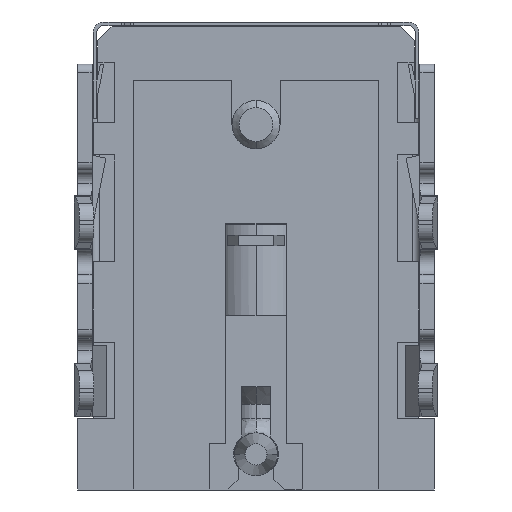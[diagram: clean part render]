
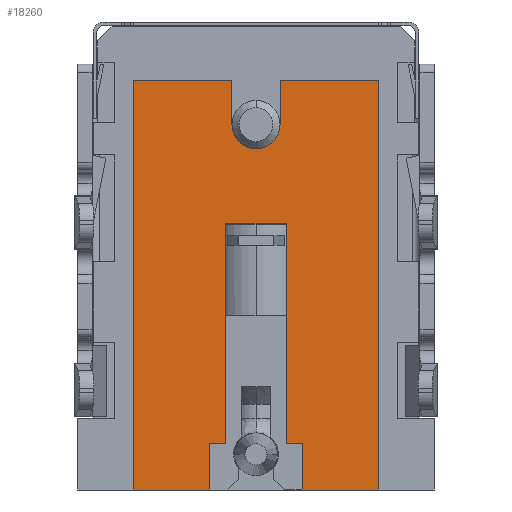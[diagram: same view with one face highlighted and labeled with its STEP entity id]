
A CAD part, front view. The second image highlights one B-rep face of the part: STEP entity #18260.
In plain terms, the highlighted face is planar.
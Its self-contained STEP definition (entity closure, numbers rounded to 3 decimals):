
#38 = EDGE_CURVE ( 'NONE', #19905, #16820, #4283, .T. ) ;
#137 = VERTEX_POINT ( 'NONE', #2985 ) ;
#185 = CARTESIAN_POINT ( 'NONE',  ( 45.874, 19.664, -152.35 ) ) ;
#227 = CARTESIAN_POINT ( 'NONE',  ( 53.342, 17.074, -152.35 ) ) ;
#482 = LINE ( 'NONE', #5691, #15356 ) ;
#562 = CARTESIAN_POINT ( 'NONE',  ( 47.592, 21.814, -152.35 ) ) ;
#573 = VECTOR ( 'NONE', #6776, 1000. ) ;
#590 = CARTESIAN_POINT ( 'NONE',  ( 41.842, 23.954, -152.35 ) ) ;
#595 = ORIENTED_EDGE ( 'NONE', *, *, #14921, .F. ) ;
#724 = VECTOR ( 'NONE', #6819, 1000. ) ;
#1251 = VECTOR ( 'NONE', #17045, 1000. ) ;
#1605 = CARTESIAN_POINT ( 'NONE',  ( 41.612, 24.091, -152.35 ) ) ;
#1736 = CARTESIAN_POINT ( 'NONE',  ( 53.342, 19.214, -152.35 ) ) ;
#1936 = CARTESIAN_POINT ( 'NONE',  ( 45.874, 20.514, -152.35 ) ) ;
#2080 = CARTESIAN_POINT ( 'NONE',  ( 47.592, 23.954, -152.35 ) ) ;
#2292 = AXIS2_PLACEMENT_3D ( 'NONE', #1605, #17807, #4970 ) ;
#2526 = LINE ( 'NONE', #17517, #17616 ) ;
#2546 = CARTESIAN_POINT ( 'NONE',  ( 41.842, 19.839, -152.35 ) ) ;
#2679 = CARTESIAN_POINT ( 'NONE',  ( 41.842, 20.514, -152.35 ) ) ;
#2735 = EDGE_CURVE ( 'NONE', #10887, #3537, #17085, .T. ) ;
#2985 = CARTESIAN_POINT ( 'NONE',  ( 41.842, 17.074, -152.35 ) ) ;
#3185 = EDGE_CURVE ( 'NONE', #4746, #137, #12712, .T. ) ;
#3240 = FACE_OUTER_BOUND ( 'NONE', #9714, .T. ) ;
#3276 = VERTEX_POINT ( 'NONE', #4522 ) ;
#3361 = EDGE_CURVE ( 'NONE', #14440, #8852, #16375, .T. ) ;
#3443 = DIRECTION ( 'NONE',  ( 0., -1., 0. ) ) ;
#3537 = VERTEX_POINT ( 'NONE', #590 ) ;
#3673 = DIRECTION ( 'NONE',  ( 0., 1., 0. ) ) ;
#3959 = DIRECTION ( 'NONE',  ( 0., 0., -1. ) ) ;
#4283 = CIRCLE ( 'NONE', #15637, 0.675 ) ;
#4416 = CARTESIAN_POINT ( 'NONE',  ( 47.592, 19.839, -152.35 ) ) ;
#4522 = CARTESIAN_POINT ( 'NONE',  ( 52.042, 21.814, -152.35 ) ) ;
#4746 = VERTEX_POINT ( 'NONE', #2546 ) ;
#4779 = EDGE_CURVE ( 'NONE', #3537, #7446, #482, .T. ) ;
#4970 = DIRECTION ( 'NONE',  ( 0., -1., 0. ) ) ;
#4985 = EDGE_CURVE ( 'NONE', #3276, #11544, #14048, .T. ) ;
#5051 = CARTESIAN_POINT ( 'NONE',  ( 47.592, 19.664, -152.35 ) ) ;
#5183 = LINE ( 'NONE', #11863, #724 ) ;
#5505 = VECTOR ( 'NONE', #20776, 1000. ) ;
#5691 = CARTESIAN_POINT ( 'NONE',  ( 41.842, 20.514, -152.35 ) ) ;
#5723 = ORIENTED_EDGE ( 'NONE', *, *, #4779, .F. ) ;
#6001 = VERTEX_POINT ( 'NONE', #1736 ) ;
#6168 = CARTESIAN_POINT ( 'NONE',  ( 52.042, 21.364, -152.35 ) ) ;
#6451 = VERTEX_POINT ( 'NONE', #18096 ) ;
#6776 = DIRECTION ( 'NONE',  ( 1., 0., 0. ) ) ;
#6819 = DIRECTION ( 'NONE',  ( 1., 0., 0. ) ) ;
#6990 = EDGE_CURVE ( 'NONE', #16820, #17723, #19353, .T. ) ;
#7161 = CARTESIAN_POINT ( 'NONE',  ( 47.592, 21.364, -152.35 ) ) ;
#7380 = ORIENTED_EDGE ( 'NONE', *, *, #18721, .F. ) ;
#7432 = EDGE_CURVE ( 'NONE', #14440, #9747, #10600, .T. ) ;
#7446 = VERTEX_POINT ( 'NONE', #18893 ) ;
#8291 = EDGE_CURVE ( 'NONE', #6451, #10887, #2526, .T. ) ;
#8407 = VERTEX_POINT ( 'NONE', #227 ) ;
#8801 = CARTESIAN_POINT ( 'NONE',  ( 45.874, 21.364, -152.35 ) ) ;
#8852 = VERTEX_POINT ( 'NONE', #185 ) ;
#8895 = ORIENTED_EDGE ( 'NONE', *, *, #18810, .F. ) ;
#9281 = LINE ( 'NONE', #12405, #1251 ) ;
#9354 = CARTESIAN_POINT ( 'NONE',  ( 43.092, 20.514, -152.35 ) ) ;
#9698 = ORIENTED_EDGE ( 'NONE', *, *, #3185, .F. ) ;
#9714 = EDGE_LOOP ( 'NONE', ( #10729, #20716, #20551, #9698, #12415, #15468, #15710, #595, #5723, #19417, #18118, #7380, #17991, #19775, #8895, #17092, #15834 ) ) ;
#9747 = VERTEX_POINT ( 'NONE', #11798 ) ;
#9900 = DIRECTION ( 'NONE',  ( -1., 0., 0. ) ) ;
#10015 = CARTESIAN_POINT ( 'NONE',  ( 43.767, 20.514, -152.35 ) ) ;
#10600 = LINE ( 'NONE', #14037, #11451 ) ;
#10729 = ORIENTED_EDGE ( 'NONE', *, *, #13705, .T. ) ;
#10887 = VERTEX_POINT ( 'NONE', #11495 ) ;
#11157 = CARTESIAN_POINT ( 'NONE',  ( 43.092, 19.839, -152.35 ) ) ;
#11451 = VECTOR ( 'NONE', #17490, 1000. ) ;
#11495 = CARTESIAN_POINT ( 'NONE',  ( 53.342, 23.954, -152.35 ) ) ;
#11544 = VERTEX_POINT ( 'NONE', #6168 ) ;
#11647 = EDGE_CURVE ( 'NONE', #6001, #8407, #18021, .T. ) ;
#11796 = EDGE_CURVE ( 'NONE', #17723, #4746, #19070, .T. ) ;
#11798 = CARTESIAN_POINT ( 'NONE',  ( 52.042, 19.214, -152.35 ) ) ;
#11863 = CARTESIAN_POINT ( 'NONE',  ( 52.692, 19.214, -152.35 ) ) ;
#11948 = CARTESIAN_POINT ( 'NONE',  ( 43.092, 21.189, -152.35 ) ) ;
#12405 = CARTESIAN_POINT ( 'NONE',  ( 47.592, 21.189, -152.35 ) ) ;
#12415 = ORIENTED_EDGE ( 'NONE', *, *, #11796, .F. ) ;
#12440 = DIRECTION ( 'NONE',  ( 0., -1., 0. ) ) ;
#12572 = VECTOR ( 'NONE', #15137, 1000. ) ;
#12712 = LINE ( 'NONE', #2679, #13612 ) ;
#12844 = CARTESIAN_POINT ( 'NONE',  ( 53.342, 17.364, -152.35 ) ) ;
#13238 = LINE ( 'NONE', #20013, #573 ) ;
#13514 = CARTESIAN_POINT ( 'NONE',  ( 52.042, 19.664, -152.35 ) ) ;
#13612 = VECTOR ( 'NONE', #14320, 1000. ) ;
#13705 = EDGE_CURVE ( 'NONE', #9747, #6001, #5183, .T. ) ;
#13949 = DIRECTION ( 'NONE',  ( 0., 0., -1. ) ) ;
#14037 = CARTESIAN_POINT ( 'NONE',  ( 52.042, 18.939, -152.35 ) ) ;
#14048 = LINE ( 'NONE', #15666, #20031 ) ;
#14320 = DIRECTION ( 'NONE',  ( 0., -1., 0. ) ) ;
#14431 = EDGE_CURVE ( 'NONE', #20311, #11544, #16649, .T. ) ;
#14440 = VERTEX_POINT ( 'NONE', #13514 ) ;
#14659 = VECTOR ( 'NONE', #18470, 1000. ) ;
#14921 = EDGE_CURVE ( 'NONE', #7446, #19905, #9281, .T. ) ;
#15063 = VECTOR ( 'NONE', #3673, 1000. ) ;
#15137 = DIRECTION ( 'NONE',  ( -1., 0., 0. ) ) ;
#15255 = LINE ( 'NONE', #562, #18854 ) ;
#15356 = VECTOR ( 'NONE', #15702, 1000. ) ;
#15468 = ORIENTED_EDGE ( 'NONE', *, *, #6990, .F. ) ;
#15637 = AXIS2_PLACEMENT_3D ( 'NONE', #9354, #3959, #18845 ) ;
#15666 = CARTESIAN_POINT ( 'NONE',  ( 52.042, 22.089, -152.35 ) ) ;
#15702 = DIRECTION ( 'NONE',  ( 0., -1., 0. ) ) ;
#15710 = ORIENTED_EDGE ( 'NONE', *, *, #38, .F. ) ;
#15834 = ORIENTED_EDGE ( 'NONE', *, *, #7432, .T. ) ;
#16008 = CARTESIAN_POINT ( 'NONE',  ( 43.092, 20.514, -152.35 ) ) ;
#16375 = LINE ( 'NONE', #5051, #16711 ) ;
#16397 = PLANE ( 'NONE',  #2292 ) ;
#16649 = LINE ( 'NONE', #7161, #14659 ) ;
#16711 = VECTOR ( 'NONE', #9900, 1000. ) ;
#16820 = VERTEX_POINT ( 'NONE', #10015 ) ;
#17045 = DIRECTION ( 'NONE',  ( 1., 0., 0. ) ) ;
#17085 = LINE ( 'NONE', #2080, #12572 ) ;
#17092 = ORIENTED_EDGE ( 'NONE', *, *, #3361, .F. ) ;
#17164 = EDGE_CURVE ( 'NONE', #137, #8407, #13238, .T. ) ;
#17411 = DIRECTION ( 'NONE',  ( 0., 1., 0. ) ) ;
#17490 = DIRECTION ( 'NONE',  ( 0., -1., 0. ) ) ;
#17517 = CARTESIAN_POINT ( 'NONE',  ( 53.342, 20.514, -152.35 ) ) ;
#17616 = VECTOR ( 'NONE', #17411, 1000. ) ;
#17723 = VERTEX_POINT ( 'NONE', #11157 ) ;
#17807 = DIRECTION ( 'NONE',  ( 0., 0., -1. ) ) ;
#17978 = AXIS2_PLACEMENT_3D ( 'NONE', #16008, #13949, #19342 ) ;
#17991 = ORIENTED_EDGE ( 'NONE', *, *, #4985, .T. ) ;
#18021 = LINE ( 'NONE', #12844, #19930 ) ;
#18096 = CARTESIAN_POINT ( 'NONE',  ( 53.342, 21.814, -152.35 ) ) ;
#18118 = ORIENTED_EDGE ( 'NONE', *, *, #8291, .F. ) ;
#18260 = ADVANCED_FACE ( 'NONE', ( #3240 ), #16397, .T. ) ;
#18470 = DIRECTION ( 'NONE',  ( 1., 0., 0. ) ) ;
#18707 = DIRECTION ( 'NONE',  ( 1., 0., 0. ) ) ;
#18721 = EDGE_CURVE ( 'NONE', #3276, #6451, #15255, .T. ) ;
#18810 = EDGE_CURVE ( 'NONE', #8852, #20311, #20060, .T. ) ;
#18845 = DIRECTION ( 'NONE',  ( -1., 0., 0. ) ) ;
#18854 = VECTOR ( 'NONE', #18707, 1000. ) ;
#18893 = CARTESIAN_POINT ( 'NONE',  ( 41.842, 21.189, -152.35 ) ) ;
#19070 = LINE ( 'NONE', #4416, #5505 ) ;
#19342 = DIRECTION ( 'NONE',  ( -1., 0., 0. ) ) ;
#19353 = CIRCLE ( 'NONE', #17978, 0.675 ) ;
#19417 = ORIENTED_EDGE ( 'NONE', *, *, #2735, .F. ) ;
#19775 = ORIENTED_EDGE ( 'NONE', *, *, #14431, .F. ) ;
#19905 = VERTEX_POINT ( 'NONE', #11948 ) ;
#19930 = VECTOR ( 'NONE', #3443, 1000. ) ;
#20013 = CARTESIAN_POINT ( 'NONE',  ( 47.592, 17.074, -152.35 ) ) ;
#20031 = VECTOR ( 'NONE', #12440, 1000. ) ;
#20060 = LINE ( 'NONE', #1936, #15063 ) ;
#20311 = VERTEX_POINT ( 'NONE', #8801 ) ;
#20551 = ORIENTED_EDGE ( 'NONE', *, *, #17164, .F. ) ;
#20716 = ORIENTED_EDGE ( 'NONE', *, *, #11647, .T. ) ;
#20776 = DIRECTION ( 'NONE',  ( -1., 0., 0. ) ) ;
